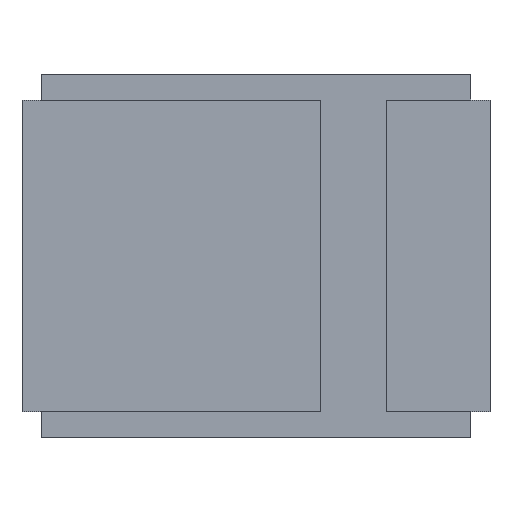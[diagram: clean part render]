
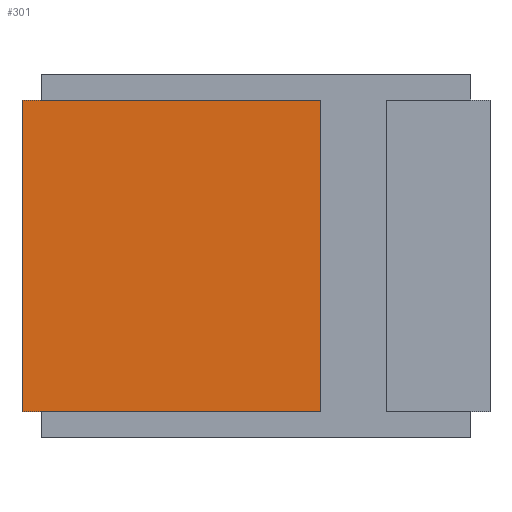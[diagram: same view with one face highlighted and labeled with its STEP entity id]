
A CAD part, front view. The second image highlights one B-rep face of the part: STEP entity #301.
In plain terms, the highlighted planar face has unit normal (0, -1, 0).
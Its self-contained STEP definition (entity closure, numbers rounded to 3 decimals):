
#15 = LINE ( 'NONE', #2230, #259 ) ;
#198 = CARTESIAN_POINT ( 'NONE',  ( 0.5, 0., 1.2 ) ) ;
#259 = VECTOR ( 'NONE', #1261, 1000. ) ;
#301 = ADVANCED_FACE ( 'NONE', ( #1044 ), #2030, .F. ) ;
#331 = EDGE_CURVE ( 'NONE', #2202, #1548, #15, .T. ) ;
#413 = DIRECTION ( 'NONE',  ( 0., 0., 1. ) ) ;
#445 = EDGE_LOOP ( 'NONE', ( #2069, #1301, #990, #1964 ) ) ;
#447 = CARTESIAN_POINT ( 'NONE',  ( 0.5, 0., -1.2 ) ) ;
#773 = CARTESIAN_POINT ( 'NONE',  ( -1.8, 0., 1.2 ) ) ;
#832 = CARTESIAN_POINT ( 'NONE',  ( 0., 0., 0. ) ) ;
#990 = ORIENTED_EDGE ( 'NONE', *, *, #2360, .F. ) ;
#1014 = LINE ( 'NONE', #1591, #2169 ) ;
#1015 = CARTESIAN_POINT ( 'NONE',  ( -1.8, 0., 0. ) ) ;
#1035 = DIRECTION ( 'NONE',  ( 0., 0., 1. ) ) ;
#1044 = FACE_OUTER_BOUND ( 'NONE', #445, .T. ) ;
#1060 = CARTESIAN_POINT ( 'NONE',  ( -1.8, 0., -1.2 ) ) ;
#1161 = DIRECTION ( 'NONE',  ( 1., 0., 0. ) ) ;
#1211 = VECTOR ( 'NONE', #413, 1000. ) ;
#1261 = DIRECTION ( 'NONE',  ( -1., 0., 0. ) ) ;
#1301 = ORIENTED_EDGE ( 'NONE', *, *, #2323, .F. ) ;
#1515 = AXIS2_PLACEMENT_3D ( 'NONE', #832, #1588, #1035 ) ;
#1520 = EDGE_CURVE ( 'NONE', #2077, #2202, #1014, .T. ) ;
#1548 = VERTEX_POINT ( 'NONE', #1060 ) ;
#1588 = DIRECTION ( 'NONE',  ( 0., 1., 0. ) ) ;
#1591 = CARTESIAN_POINT ( 'NONE',  ( 0.5, 0., 0. ) ) ;
#1736 = VERTEX_POINT ( 'NONE', #773 ) ;
#1941 = VECTOR ( 'NONE', #1161, 1000. ) ;
#1964 = ORIENTED_EDGE ( 'NONE', *, *, #331, .F. ) ;
#1986 = DIRECTION ( 'NONE',  ( 0., 0., -1. ) ) ;
#2030 = PLANE ( 'NONE',  #1515 ) ;
#2069 = ORIENTED_EDGE ( 'NONE', *, *, #1520, .F. ) ;
#2077 = VERTEX_POINT ( 'NONE', #198 ) ;
#2105 = LINE ( 'NONE', #1015, #1211 ) ;
#2169 = VECTOR ( 'NONE', #1986, 1000. ) ;
#2202 = VERTEX_POINT ( 'NONE', #447 ) ;
#2230 = CARTESIAN_POINT ( 'NONE',  ( 0., 0., -1.2 ) ) ;
#2318 = LINE ( 'NONE', #2343, #1941 ) ;
#2323 = EDGE_CURVE ( 'NONE', #1736, #2077, #2318, .T. ) ;
#2343 = CARTESIAN_POINT ( 'NONE',  ( 0., 0., 1.2 ) ) ;
#2360 = EDGE_CURVE ( 'NONE', #1548, #1736, #2105, .T. ) ;
